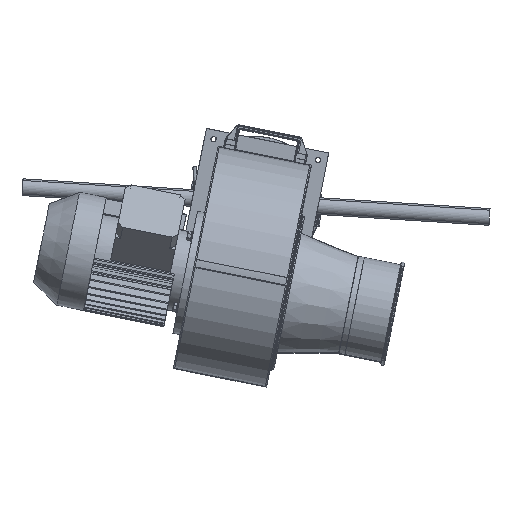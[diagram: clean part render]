
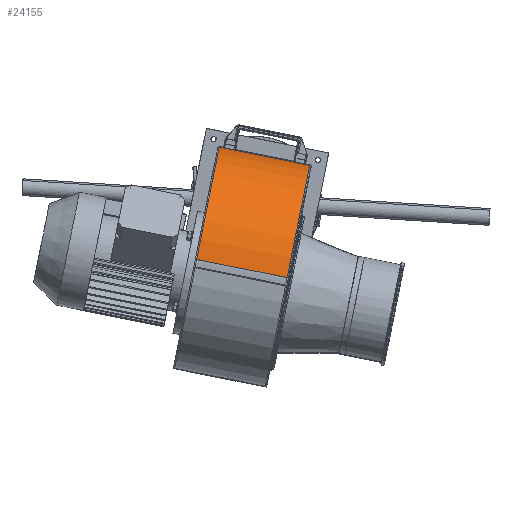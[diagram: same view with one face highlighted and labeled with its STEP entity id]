
A CAD part, left-side view. The second image highlights one B-rep face of the part: STEP entity #24155.
In plain terms, the highlighted cylindrical face has radius 199.38 mm (diameter 398.76 mm), a partial arc.
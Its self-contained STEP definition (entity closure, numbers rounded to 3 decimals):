
#24095=CARTESIAN_POINT('',(-38.818,-86.175,148.0));
#24096=VERTEX_POINT('',#24095);
#24104=CARTESIAN_POINT('',(-38.818,-86.175,0.0));
#24105=VERTEX_POINT('',#24104);
#24106=CARTESIAN_POINT('',(-38.818,-86.175,0.0));
#24107=DIRECTION('',(0.0,0.0,1.0));
#24108=VECTOR('',#24107,148.0);
#24109=LINE('',#24106,#24108);
#24110=EDGE_CURVE('',#24105,#24096,#24109,.T.);
#24123=CARTESIAN_POINT('',(-23.3,112.6,0.0));
#24124=DIRECTION('',(0.0,0.0,1.0));
#24125=DIRECTION('',(1.0,0.0,0.0));
#24126=AXIS2_PLACEMENT_3D('',#24123,#24124,#24125);
#24127=CYLINDRICAL_SURFACE('',#24126,199.38);
#24128=CARTESIAN_POINT('',(-222.68,112.6,148.0));
#24129=VERTEX_POINT('',#24128);
#24130=CARTESIAN_POINT('',(-23.3,112.6,148.0));
#24131=DIRECTION('',(0.0,0.0,-1.0));
#24132=DIRECTION('',(1.0,0.0,0.0));
#24133=AXIS2_PLACEMENT_3D('',#24130,#24131,#24132);
#24134=CIRCLE('',#24133,199.38);
#24135=EDGE_CURVE('',#24096,#24129,#24134,.T.);
#24136=ORIENTED_EDGE('',*,*,#24135,.T.);
#24137=CARTESIAN_POINT('',(-222.68,112.6,0.0));
#24138=VERTEX_POINT('',#24137);
#24139=CARTESIAN_POINT('',(-222.68,112.6,0.0));
#24140=DIRECTION('',(0.0,0.0,1.0));
#24141=VECTOR('',#24140,148.0);
#24142=LINE('',#24139,#24141);
#24143=EDGE_CURVE('',#24138,#24129,#24142,.T.);
#24144=ORIENTED_EDGE('',*,*,#24143,.F.);
#24145=CARTESIAN_POINT('',(-23.3,112.6,0.0));
#24146=DIRECTION('',(0.0,0.0,-1.0));
#24147=DIRECTION('',(1.0,0.0,0.0));
#24148=AXIS2_PLACEMENT_3D('',#24145,#24146,#24147);
#24149=CIRCLE('',#24148,199.38);
#24150=EDGE_CURVE('',#24105,#24138,#24149,.T.);
#24151=ORIENTED_EDGE('',*,*,#24150,.F.);
#24152=ORIENTED_EDGE('',*,*,#24110,.T.);
#24153=EDGE_LOOP('',(#24136,#24144,#24151,#24152));
#24154=FACE_OUTER_BOUND('',#24153,.T.);
#24155=ADVANCED_FACE('',(#24154),#24127,.T.);
